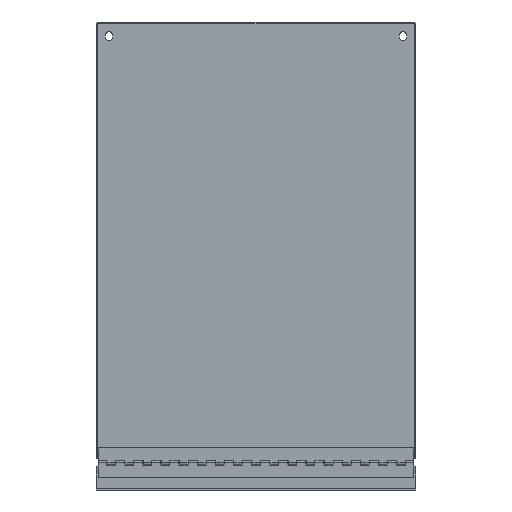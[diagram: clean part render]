
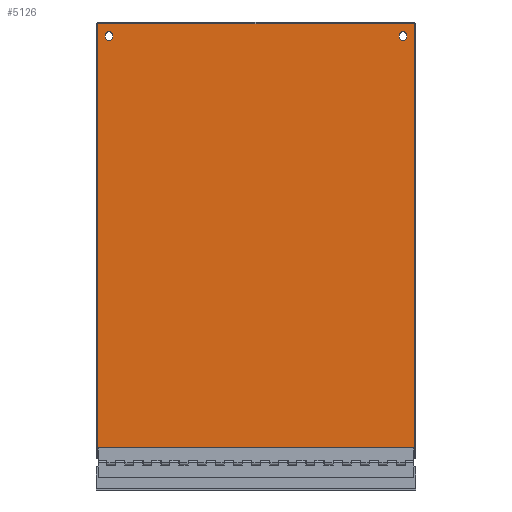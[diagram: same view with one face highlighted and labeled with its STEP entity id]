
A CAD part, left-side view. The second image highlights one B-rep face of the part: STEP entity #5126.
In plain terms, the highlighted face is planar.
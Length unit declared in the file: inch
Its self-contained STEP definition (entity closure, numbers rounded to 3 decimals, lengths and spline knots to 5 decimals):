
#83 = DIRECTION ( 'NONE',  ( -1., 0., 0. ) ) ;
#213 = VERTEX_POINT ( 'NONE', #3381 ) ;
#228 = DIRECTION ( 'NONE',  ( 1., 0., 0. ) ) ;
#246 = ORIENTED_EDGE ( 'NONE', *, *, #9020, .T. ) ;
#365 = FACE_OUTER_BOUND ( 'NONE', #2323, .T. ) ;
#615 = FACE_BOUND ( 'NONE', #5842, .T. ) ;
#737 = ORIENTED_EDGE ( 'NONE', *, *, #8248, .T. ) ;
#943 = CARTESIAN_POINT ( 'NONE',  ( 29.205, 1.135, 0.1046 ) ) ;
#959 = AXIS2_PLACEMENT_3D ( 'NONE', #5379, #6167, #1595 ) ;
#1084 = EDGE_LOOP ( 'NONE', ( #1722, #2425, #5524, #9189, #8243 ) ) ;
#1252 = VERTEX_POINT ( 'NONE', #1805 ) ;
#1389 = EDGE_CURVE ( 'NONE', #9239, #9571, #3087, .T. ) ;
#1508 = VERTEX_POINT ( 'NONE', #8362 ) ;
#1595 = DIRECTION ( 'NONE',  ( -1., 0., 0. ) ) ;
#1718 = VERTEX_POINT ( 'NONE', #4836 ) ;
#1722 = ORIENTED_EDGE ( 'NONE', *, *, #4948, .T. ) ;
#1724 = VECTOR ( 'NONE', #3953, 39.37008 ) ;
#1756 = ORIENTED_EDGE ( 'NONE', *, *, #7865, .F. ) ;
#1805 = CARTESIAN_POINT ( 'NONE',  ( 29.08, 20.9275, 0.1046 ) ) ;
#1836 = CARTESIAN_POINT ( 'NONE',  ( 28.83, 0.885, 0.1046 ) ) ;
#2040 = CARTESIAN_POINT ( 'NONE',  ( 0., 21.4275, 0.1046 ) ) ;
#2121 = DIRECTION ( 'NONE',  ( -1., 0., 0. ) ) ;
#2134 = CARTESIAN_POINT ( 'NONE',  ( 0., 22.0625, 0.1046 ) ) ;
#2203 = ORIENTED_EDGE ( 'NONE', *, *, #9554, .F. ) ;
#2273 = LINE ( 'NONE', #8310, #6340 ) ;
#2316 = DIRECTION ( 'NONE',  ( 0., 0., -1. ) ) ;
#2323 = EDGE_LOOP ( 'NONE', ( #2203, #4243, #1756, #246 ) ) ;
#2349 = VECTOR ( 'NONE', #228, 39.37008 ) ;
#2410 = VERTEX_POINT ( 'NONE', #3482 ) ;
#2425 = ORIENTED_EDGE ( 'NONE', *, *, #5575, .T. ) ;
#2575 = CARTESIAN_POINT ( 'NONE',  ( 29.08, 0.635, 0.1046 ) ) ;
#2684 = VECTOR ( 'NONE', #5859, 39.37008 ) ;
#2687 = AXIS2_PLACEMENT_3D ( 'NONE', #8211, #3625, #8969 ) ;
#3038 = EDGE_CURVE ( 'NONE', #9571, #9784, #2273, .T. ) ;
#3087 = CIRCLE ( 'NONE', #6861, 0.25 ) ;
#3175 = CIRCLE ( 'NONE', #2687, 0.25 ) ;
#3183 = CARTESIAN_POINT ( 'NONE',  ( 30.0175, 21.955, 0.1046 ) ) ;
#3296 = DIRECTION ( 'NONE',  ( 0., 0., -1. ) ) ;
#3381 = CARTESIAN_POINT ( 'NONE',  ( 28.83, 21.1775, 0.1046 ) ) ;
#3428 = CARTESIAN_POINT ( 'NONE',  ( 29.08, 21.1775, 0.1046 ) ) ;
#3471 = ORIENTED_EDGE ( 'NONE', *, *, #4305, .T. ) ;
#3482 = CARTESIAN_POINT ( 'NONE',  ( 29.205, 20.9275, 0.1046 ) ) ;
#3587 = DIRECTION ( 'NONE',  ( 1., 0., 0. ) ) ;
#3605 = CARTESIAN_POINT ( 'NONE',  ( 0., 21.955, 0.1046 ) ) ;
#3613 = EDGE_CURVE ( 'NONE', #213, #5004, #6443, .T. ) ;
#3625 = DIRECTION ( 'NONE',  ( 0., 0., -1. ) ) ;
#3680 = ORIENTED_EDGE ( 'NONE', *, *, #1389, .T. ) ;
#3860 = VERTEX_POINT ( 'NONE', #8440 ) ;
#3953 = DIRECTION ( 'NONE',  ( 0., -1., 0. ) ) ;
#4098 = AXIS2_PLACEMENT_3D ( 'NONE', #3428, #8791, #4213 ) ;
#4213 = DIRECTION ( 'NONE',  ( -1., 0., 0. ) ) ;
#4243 = ORIENTED_EDGE ( 'NONE', *, *, #5676, .F. ) ;
#4275 = CARTESIAN_POINT ( 'NONE',  ( 29.205, 0.885, 0.1046 ) ) ;
#4305 = EDGE_CURVE ( 'NONE', #9784, #9809, #8740, .T. ) ;
#4379 = LINE ( 'NONE', #8608, #2349 ) ;
#4429 = FACE_BOUND ( 'NONE', #1084, .T. ) ;
#4554 = CARTESIAN_POINT ( 'NONE',  ( 0., 0.1075, 0.1046 ) ) ;
#4634 = DIRECTION ( 'NONE',  ( 0., 0., -1. ) ) ;
#4784 = VECTOR ( 'NONE', #9664, 39.37008 ) ;
#4836 = CARTESIAN_POINT ( 'NONE',  ( 30.0175, 21.955, 0.1046 ) ) ;
#4934 = CIRCLE ( 'NONE', #5363, 0.25 ) ;
#4948 = EDGE_CURVE ( 'NONE', #5004, #1508, #6835, .T. ) ;
#4955 = VERTEX_POINT ( 'NONE', #3605 ) ;
#5004 = VERTEX_POINT ( 'NONE', #8266 ) ;
#5045 = DIRECTION ( 'NONE',  ( -1., 0., 0. ) ) ;
#5055 = AXIS2_PLACEMENT_3D ( 'NONE', #6904, #2316, #7656 ) ;
#5084 = CARTESIAN_POINT ( 'NONE',  ( 30.0175, 0.1075, 0.1046 ) ) ;
#5095 = VERTEX_POINT ( 'NONE', #4554 ) ;
#5126 = ADVANCED_FACE ( 'NONE', ( #615, #4429, #365 ), #8444, .F. ) ;
#5225 = DIRECTION ( 'NONE',  ( -1., 0., 0. ) ) ;
#5363 = AXIS2_PLACEMENT_3D ( 'NONE', #9193, #4634, #83 ) ;
#5379 = CARTESIAN_POINT ( 'NONE',  ( 0., 22.0625, 0.1046 ) ) ;
#5524 = ORIENTED_EDGE ( 'NONE', *, *, #6773, .T. ) ;
#5535 = VERTEX_POINT ( 'NONE', #6896 ) ;
#5575 = EDGE_CURVE ( 'NONE', #1508, #2410, #4934, .T. ) ;
#5676 = EDGE_CURVE ( 'NONE', #1718, #3860, #7820, .T. ) ;
#5791 = LINE ( 'NONE', #2134, #9597 ) ;
#5842 = EDGE_LOOP ( 'NONE', ( #737, #3680, #6894, #3471, #9508 ) ) ;
#5859 = DIRECTION ( 'NONE',  ( -1., 0., 0. ) ) ;
#5966 = CARTESIAN_POINT ( 'NONE',  ( 0., 20.9275, 0.1046 ) ) ;
#6167 = DIRECTION ( 'NONE',  ( 0., 0., -1. ) ) ;
#6340 = VECTOR ( 'NONE', #5225, 39.37008 ) ;
#6443 = CIRCLE ( 'NONE', #4098, 0.25 ) ;
#6597 = LINE ( 'NONE', #5966, #7083 ) ;
#6773 = EDGE_CURVE ( 'NONE', #2410, #1252, #6597, .T. ) ;
#6835 = LINE ( 'NONE', #2040, #4784 ) ;
#6861 = AXIS2_PLACEMENT_3D ( 'NONE', #4275, #9606, #5045 ) ;
#6894 = ORIENTED_EDGE ( 'NONE', *, *, #3038, .T. ) ;
#6896 = CARTESIAN_POINT ( 'NONE',  ( 29.08, 1.135, 0.1046 ) ) ;
#6904 = CARTESIAN_POINT ( 'NONE',  ( 29.08, 0.885, 0.1046 ) ) ;
#7083 = VECTOR ( 'NONE', #2121, 39.37008 ) ;
#7428 = EDGE_CURVE ( 'NONE', #9809, #5535, #7502, .T. ) ;
#7492 = VECTOR ( 'NONE', #3587, 39.37008 ) ;
#7502 = CIRCLE ( 'NONE', #5055, 0.25 ) ;
#7656 = DIRECTION ( 'NONE',  ( -1., 0., 0. ) ) ;
#7820 = LINE ( 'NONE', #3183, #1724 ) ;
#7865 = EDGE_CURVE ( 'NONE', #4955, #1718, #9273, .T. ) ;
#7886 = CARTESIAN_POINT ( 'NONE',  ( 29.08, 0.885, 0.1046 ) ) ;
#7904 = EDGE_CURVE ( 'NONE', #1252, #213, #3175, .T. ) ;
#8176 = CARTESIAN_POINT ( 'NONE',  ( 0., 21.955, 0.1046 ) ) ;
#8211 = CARTESIAN_POINT ( 'NONE',  ( 29.08, 21.1775, 0.1046 ) ) ;
#8243 = ORIENTED_EDGE ( 'NONE', *, *, #3613, .T. ) ;
#8248 = EDGE_CURVE ( 'NONE', #5535, #9239, #4379, .T. ) ;
#8252 = DIRECTION ( 'NONE',  ( 0., -1., 0. ) ) ;
#8266 = CARTESIAN_POINT ( 'NONE',  ( 29.08, 21.4275, 0.1046 ) ) ;
#8310 = CARTESIAN_POINT ( 'NONE',  ( 0., 0.635, 0.1046 ) ) ;
#8362 = CARTESIAN_POINT ( 'NONE',  ( 29.205, 21.4275, 0.1046 ) ) ;
#8440 = CARTESIAN_POINT ( 'NONE',  ( 30.0175, 0.1075, 0.1046 ) ) ;
#8444 = PLANE ( 'NONE',  #959 ) ;
#8608 = CARTESIAN_POINT ( 'NONE',  ( 0., 1.135, 0.1046 ) ) ;
#8666 = DIRECTION ( 'NONE',  ( -1., 0., 0. ) ) ;
#8740 = CIRCLE ( 'NONE', #9380, 0.25 ) ;
#8781 = LINE ( 'NONE', #5084, #2684 ) ;
#8791 = DIRECTION ( 'NONE',  ( 0., 0., -1. ) ) ;
#8926 = CARTESIAN_POINT ( 'NONE',  ( 29.205, 0.635, 0.1046 ) ) ;
#8969 = DIRECTION ( 'NONE',  ( -1., 0., 0. ) ) ;
#9020 = EDGE_CURVE ( 'NONE', #4955, #5095, #5791, .T. ) ;
#9189 = ORIENTED_EDGE ( 'NONE', *, *, #7904, .T. ) ;
#9193 = CARTESIAN_POINT ( 'NONE',  ( 29.205, 21.1775, 0.1046 ) ) ;
#9239 = VERTEX_POINT ( 'NONE', #943 ) ;
#9273 = LINE ( 'NONE', #8176, #7492 ) ;
#9380 = AXIS2_PLACEMENT_3D ( 'NONE', #7886, #3296, #8666 ) ;
#9508 = ORIENTED_EDGE ( 'NONE', *, *, #7428, .T. ) ;
#9554 = EDGE_CURVE ( 'NONE', #3860, #5095, #8781, .T. ) ;
#9571 = VERTEX_POINT ( 'NONE', #8926 ) ;
#9597 = VECTOR ( 'NONE', #8252, 39.37008 ) ;
#9606 = DIRECTION ( 'NONE',  ( 0., 0., -1. ) ) ;
#9664 = DIRECTION ( 'NONE',  ( 1., 0., 0. ) ) ;
#9784 = VERTEX_POINT ( 'NONE', #2575 ) ;
#9809 = VERTEX_POINT ( 'NONE', #1836 ) ;
